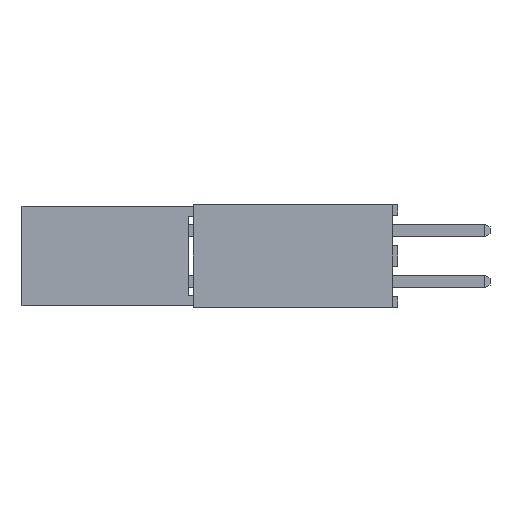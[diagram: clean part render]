
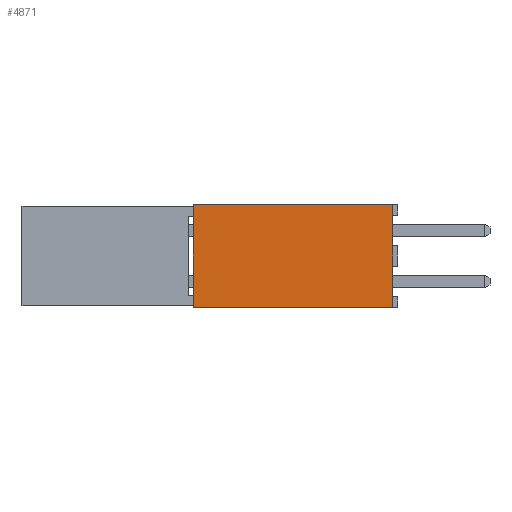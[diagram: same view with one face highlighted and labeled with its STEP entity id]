
A CAD part, left-side view. The second image highlights one B-rep face of the part: STEP entity #4871.
In plain terms, the highlighted planar face has unit normal (-1, 0, 0).
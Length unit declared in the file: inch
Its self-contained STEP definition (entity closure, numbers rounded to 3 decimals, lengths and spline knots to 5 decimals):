
#4871 = ADVANCED_FACE( '', ( #10018 ), #10019, .F. );
#10018 = FACE_OUTER_BOUND( '', #15298, .T. );
#10019 = PLANE( '', #15299 );
#15298 = EDGE_LOOP( '', ( #30174, #30175, #30176, #30177 ) );
#15299 = AXIS2_PLACEMENT_3D( '', #30178, #30179, #30180 );
#30174 = ORIENTED_EDGE( '', *, *, #36491, .T. );
#30175 = ORIENTED_EDGE( '', *, *, #36225, .F. );
#30176 = ORIENTED_EDGE( '', *, *, #34365, .F. );
#30177 = ORIENTED_EDGE( '', *, *, #35717, .T. );
#30178 = CARTESIAN_POINT( '', ( 0.005, 0.4, -0.1 ) );
#30179 = DIRECTION( '', ( 1., 0., 0. ) );
#30180 = DIRECTION( '', ( 0., 0., -1. ) );
#34365 = EDGE_CURVE( '', #42471, #42473, #42474, .T. );
#35717 = EDGE_CURVE( '', #42471, #44451, #44453, .T. );
#36225 = EDGE_CURVE( '', #42473, #44984, #45129, .T. );
#36491 = EDGE_CURVE( '', #44451, #44984, #45452, .T. );
#42471 = VERTEX_POINT( '', #53795 );
#42473 = VERTEX_POINT( '', #53798 );
#42474 = LINE( '', #53799, #53800 );
#44451 = VERTEX_POINT( '', #56824 );
#44453 = LINE( '', #56827, #56828 );
#44984 = VERTEX_POINT( '', #57632 );
#45129 = LINE( '', #57872, #57873 );
#45452 = LINE( '', #58387, #58388 );
#53795 = CARTESIAN_POINT( '', ( 0.005, 0.4, -0.1 ) );
#53798 = CARTESIAN_POINT( '', ( 0.005, 0.4, 0.1 ) );
#53799 = CARTESIAN_POINT( '', ( 0.005, 0.4, -0.1 ) );
#53800 = VECTOR( '', #62533, 39.37008 );
#56824 = CARTESIAN_POINT( '', ( 0.005, 0.01, -0.1 ) );
#56827 = CARTESIAN_POINT( '', ( 0.005, 0.4, -0.1 ) );
#56828 = VECTOR( '', #63630, 39.37008 );
#57632 = CARTESIAN_POINT( '', ( 0.005, 0.01, 0.1 ) );
#57872 = CARTESIAN_POINT( '', ( 0.005, 0.4, 0.1 ) );
#57873 = VECTOR( '', #64008, 39.37008 );
#58387 = CARTESIAN_POINT( '', ( 0.005, 0.01, -0.1 ) );
#58388 = VECTOR( '', #64206, 39.37008 );
#62533 = DIRECTION( '', ( 0., 0., 1. ) );
#63630 = DIRECTION( '', ( 0., -1., 0. ) );
#64008 = DIRECTION( '', ( 0., -1., 0. ) );
#64206 = DIRECTION( '', ( 0., 0., 1. ) );
